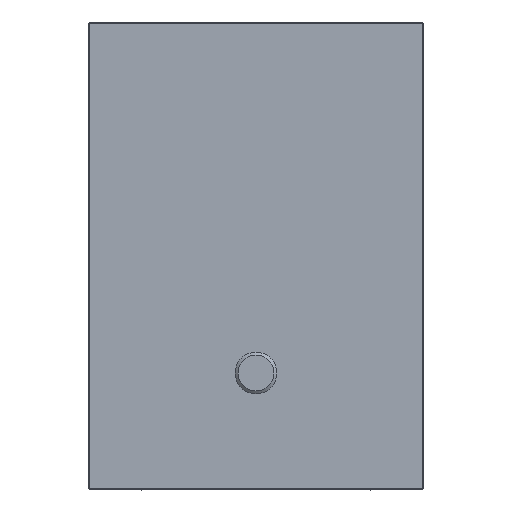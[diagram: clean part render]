
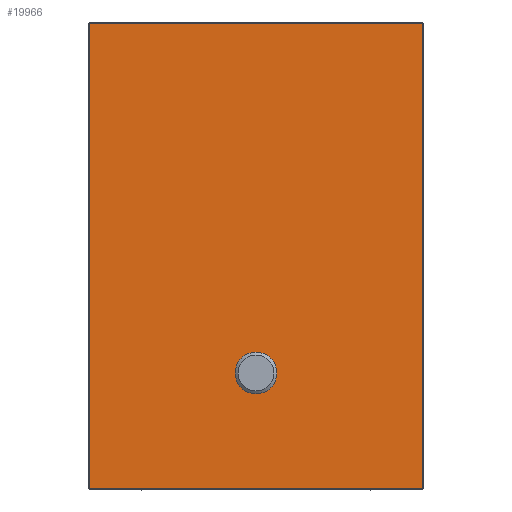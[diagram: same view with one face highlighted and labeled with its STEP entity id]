
A CAD part, front view. The second image highlights one B-rep face of the part: STEP entity #19966.
In plain terms, the highlighted planar face has unit normal (0, -1, 0).
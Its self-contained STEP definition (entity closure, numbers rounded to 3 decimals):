
#19765=CARTESIAN_POINT('',(493.,-40.,-343.));
#19766=DIRECTION('',(0.,-1.,0.));
#19767=DIRECTION('',(0.,0.,-1.));
#19768=AXIS2_PLACEMENT_3D('',#19765,#19766,#19767);
#19770=DIRECTION('',(1.,0.,0.));
#19771=VECTOR('',#19770,986.);
#19772=CARTESIAN_POINT('',(-493.,-40.,-346.8));
#19773=LINE('',#19772,#19771);
#19774=CARTESIAN_POINT('',(-493.,-40.,-343.));
#19775=DIRECTION('',(0.,-1.,0.));
#19776=DIRECTION('',(-1.,0.,0.));
#19777=AXIS2_PLACEMENT_3D('',#19774,#19775,#19776);
#19779=DIRECTION('',(0.,0.,-1.));
#19780=VECTOR('',#19779,1386.);
#19781=CARTESIAN_POINT('',(-496.8,-40.,1043.));
#19782=LINE('',#19781,#19780);
#19783=CARTESIAN_POINT('',(-493.,-40.,1043.));
#19784=DIRECTION('',(0.,-1.,0.));
#19785=DIRECTION('',(0.,0.,1.));
#19786=AXIS2_PLACEMENT_3D('',#19783,#19784,#19785);
#19788=DIRECTION('',(-1.,0.,0.));
#19789=VECTOR('',#19788,986.);
#19790=CARTESIAN_POINT('',(493.,-40.,1046.8));
#19791=LINE('',#19790,#19789);
#19792=CARTESIAN_POINT('',(493.,-40.,1043.));
#19793=DIRECTION('',(0.,-1.,0.));
#19794=DIRECTION('',(1.,0.,0.));
#19795=AXIS2_PLACEMENT_3D('',#19792,#19793,#19794);
#19797=DIRECTION('',(0.,0.,1.));
#19798=VECTOR('',#19797,1386.);
#19799=CARTESIAN_POINT('',(496.8,-40.,-343.));
#19800=LINE('',#19799,#19798);
#19801=CARTESIAN_POINT('',(0.,-40.,0.));
#19802=DIRECTION('',(0.,-1.,0.));
#19803=DIRECTION('',(0.,0.,1.));
#19804=AXIS2_PLACEMENT_3D('',#19801,#19802,#19803);
#19806=CARTESIAN_POINT('',(0.,-40.,0.));
#19807=DIRECTION('',(0.,-1.,0.));
#19808=DIRECTION('',(0.,0.,-1.));
#19809=AXIS2_PLACEMENT_3D('',#19806,#19807,#19808);
#19897=CARTESIAN_POINT('',(493.,-40.,-346.8));
#19898=CARTESIAN_POINT('',(496.8,-40.,-343.));
#19899=VERTEX_POINT('',#19897);
#19900=VERTEX_POINT('',#19898);
#19901=CARTESIAN_POINT('',(496.8,-40.,1043.));
#19902=VERTEX_POINT('',#19901);
#19903=CARTESIAN_POINT('',(493.,-40.,1046.8));
#19904=VERTEX_POINT('',#19903);
#19905=CARTESIAN_POINT('',(-493.,-40.,1046.8));
#19906=VERTEX_POINT('',#19905);
#19907=CARTESIAN_POINT('',(-496.8,-40.,1043.));
#19908=VERTEX_POINT('',#19907);
#19909=CARTESIAN_POINT('',(-496.8,-40.,-343.));
#19910=VERTEX_POINT('',#19909);
#19911=CARTESIAN_POINT('',(-493.,-40.,-346.8));
#19912=VERTEX_POINT('',#19911);
#19929=CARTESIAN_POINT('',(0.,-40.,62.637));
#19930=CARTESIAN_POINT('',(0.,-40.,-62.637));
#19931=VERTEX_POINT('',#19929);
#19932=VERTEX_POINT('',#19930);
#19937=CARTESIAN_POINT('',(0.,-40.,0.));
#19938=DIRECTION('',(0.,-1.,0.));
#19939=DIRECTION('',(-1.,0.,0.));
#19940=AXIS2_PLACEMENT_3D('',#19937,#19938,#19939);
#19941=PLANE('',#19940);
#19943=ORIENTED_EDGE('',*,*,#19942,.F.);
#19945=ORIENTED_EDGE('',*,*,#19944,.F.);
#19947=ORIENTED_EDGE('',*,*,#19946,.F.);
#19949=ORIENTED_EDGE('',*,*,#19948,.F.);
#19951=ORIENTED_EDGE('',*,*,#19950,.F.);
#19953=ORIENTED_EDGE('',*,*,#19952,.F.);
#19955=ORIENTED_EDGE('',*,*,#19954,.F.);
#19957=ORIENTED_EDGE('',*,*,#19956,.F.);
#19958=EDGE_LOOP('',(#19943,#19945,#19947,#19949,#19951,#19953,#19955,#19957));
#19959=FACE_OUTER_BOUND('',#19958,.F.);
#19961=ORIENTED_EDGE('',*,*,#19960,.T.);
#19963=ORIENTED_EDGE('',*,*,#19962,.T.);
#19964=EDGE_LOOP('',(#19961,#19963));
#19965=FACE_BOUND('',#19964,.F.);
#19966=ADVANCED_FACE('',(#19959,#19965),#19941,.T.);
#19769=CIRCLE('',#19768,3.8);
#19778=CIRCLE('',#19777,3.8);
#19787=CIRCLE('',#19786,3.8);
#19796=CIRCLE('',#19795,3.8);
#19805=CIRCLE('',#19804,62.637);
#19810=CIRCLE('',#19809,62.637);
#19942=EDGE_CURVE('',#19899,#19900,#19769,.T.);
#19944=EDGE_CURVE('',#19912,#19899,#19773,.T.);
#19946=EDGE_CURVE('',#19910,#19912,#19778,.T.);
#19948=EDGE_CURVE('',#19908,#19910,#19782,.T.);
#19950=EDGE_CURVE('',#19906,#19908,#19787,.T.);
#19952=EDGE_CURVE('',#19904,#19906,#19791,.T.);
#19954=EDGE_CURVE('',#19902,#19904,#19796,.T.);
#19956=EDGE_CURVE('',#19900,#19902,#19800,.T.);
#19960=EDGE_CURVE('',#19931,#19932,#19805,.T.);
#19962=EDGE_CURVE('',#19932,#19931,#19810,.T.);
